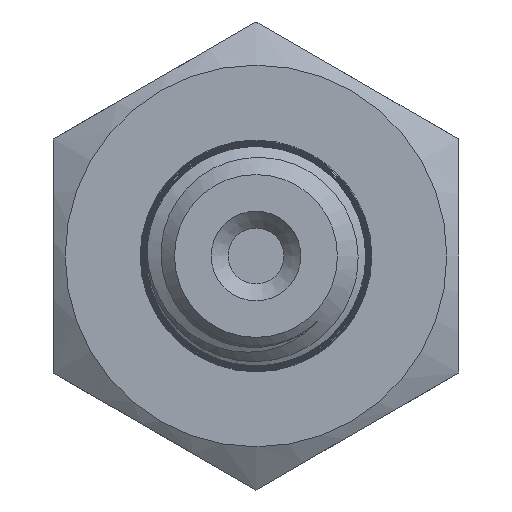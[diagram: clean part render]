
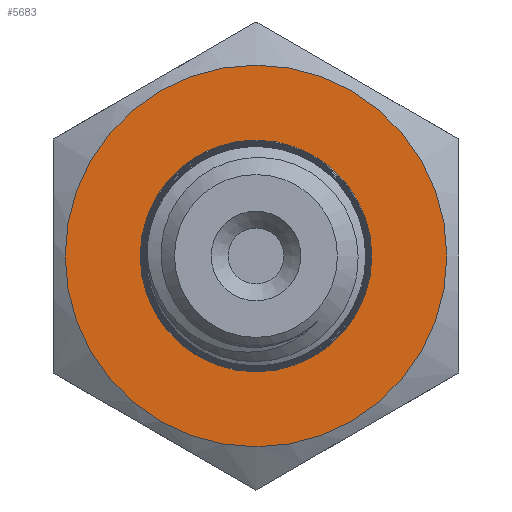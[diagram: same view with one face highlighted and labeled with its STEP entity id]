
A CAD part, left-side view. The second image highlights one B-rep face of the part: STEP entity #5683.
In plain terms, the highlighted planar face has unit normal (-1, 0, 0).
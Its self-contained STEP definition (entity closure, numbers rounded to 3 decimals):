
#311=FACE_BOUND('',#1034,.T.);
#344=PLANE('',#5866);
#687=FACE_OUTER_BOUND('',#1033,.T.);
#1033=EDGE_LOOP('',(#5251));
#1034=EDGE_LOOP('',(#5252));
#1074=CIRCLE('',#5774,6.86);
#1106=CIRCLE('',#5859,11.3);
#2225=VERTEX_POINT('',#7172);
#2737=VERTEX_POINT('',#15411);
#2802=EDGE_CURVE('',#2225,#2225,#1074,.T.);
#3572=EDGE_CURVE('',#2737,#2737,#1106,.T.);
#5251=ORIENTED_EDGE('',*,*,#3572,.T.);
#5252=ORIENTED_EDGE('',*,*,#2802,.T.);
#5683=ADVANCED_FACE('',(#687,#311),#344,.T.);
#5774=AXIS2_PLACEMENT_3D('',#7173,#5969,#5970);
#5859=AXIS2_PLACEMENT_3D('',#15412,#6404,#6405);
#5866=AXIS2_PLACEMENT_3D('',#15454,#6425,#6426);
#5969=DIRECTION('center_axis',(1.,0.,0.));
#5970=DIRECTION('ref_axis',(0.,0.,-1.));
#6404=DIRECTION('center_axis',(-1.,0.,0.));
#6405=DIRECTION('ref_axis',(0.,1.,0.));
#6425=DIRECTION('center_axis',(-1.,0.,0.));
#6426=DIRECTION('ref_axis',(0.,0.,1.));
#7172=CARTESIAN_POINT('',(14.,-6.86,0.));
#7173=CARTESIAN_POINT('Origin',(14.,0.,0.));
#15411=CARTESIAN_POINT('',(14.,-11.3,0.));
#15412=CARTESIAN_POINT('Origin',(14.,0.,0.));
#15454=CARTESIAN_POINT('Origin',(14.,12.,0.));
